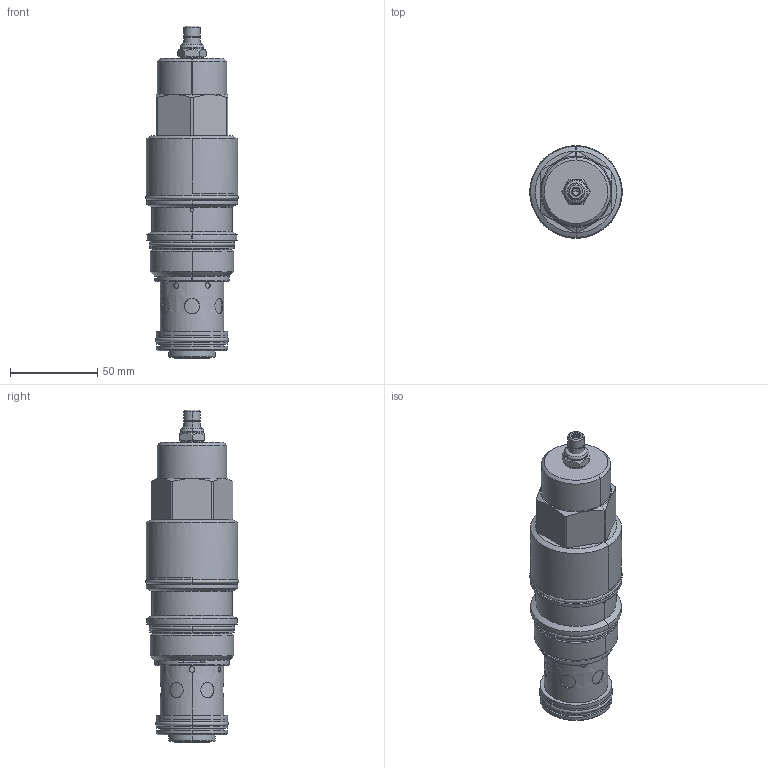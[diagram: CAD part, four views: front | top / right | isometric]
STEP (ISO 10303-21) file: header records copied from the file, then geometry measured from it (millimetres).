
FILE_DESCRIPTION((''),'2;1');
FILE_NAME('SCIALAN','2017-08-01T',('SVC_Sigmax'),(''),'PRO/ENGINEER BY PARAMETRIC TECHNOLOGY CORPORATION, 2016010','PRO/ENGINEER BY PARAMETRIC TECHNOLOGY CORPORATION, 2016010','');
FILE_SCHEMA(('CONFIG_CONTROL_DESIGN'));
Products named in the file (1): SCIALAN
Bounding box: 53.06 x 53.06 x 190.66 mm (x, y, z)
Surface area: 48758.5 mm2 (no closed solid volume)
Topology: 0 solids, 0 shells, 274 faces, 1280 edges, 1263 vertices
Faces by surface type: bspline 251, torus 23
Entity records: 76848 total; most frequent: CARTESIAN_POINT 65882, DIRECTION 1684, TRIMMED_CURVE 1368, DEFINITIONAL_REPRESENTATION 1248, PCURVE 1248, COMPOSITE_CURVE_SEGMENT 1248, VECTOR 1098, LINE 1098
